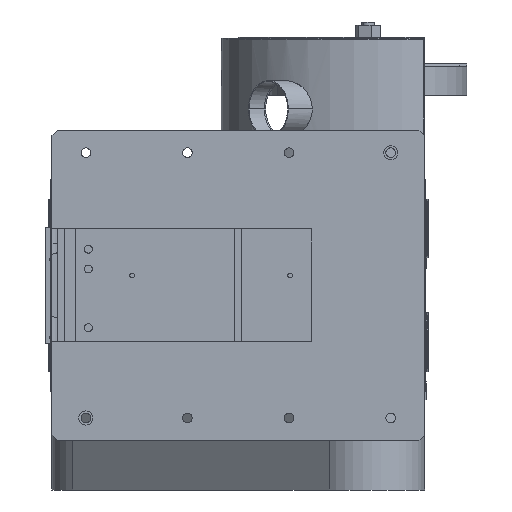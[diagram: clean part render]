
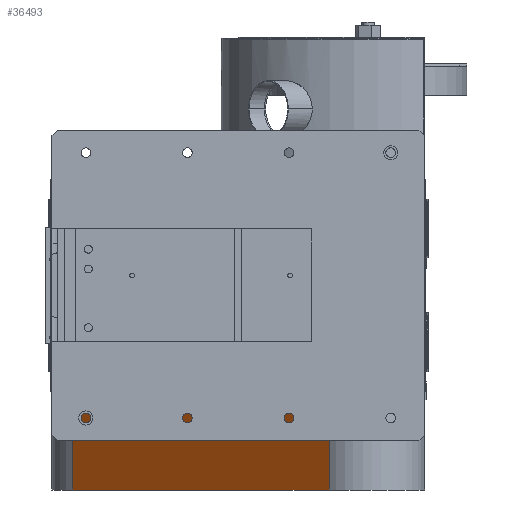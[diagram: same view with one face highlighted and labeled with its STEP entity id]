
A CAD part, front view. The second image highlights one B-rep face of the part: STEP entity #36493.
In plain terms, the highlighted planar face has unit normal (-0.692, -0.722, 0).
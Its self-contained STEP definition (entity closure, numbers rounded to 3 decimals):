
#713 = EDGE_CURVE ( 'NONE', #16836, #14308, #35958, .T. ) ;
#1281 = ORIENTED_EDGE ( 'NONE', *, *, #14743, .T. ) ;
#2705 = CARTESIAN_POINT ( 'NONE',  ( 160.757, -283.149, -187.5 ) ) ;
#4021 = DIRECTION ( 'NONE',  ( 0.721, -0.692, 0. ) ) ;
#4111 = CARTESIAN_POINT ( 'NONE',  ( 160.757, -283.149, -187.5 ) ) ;
#4291 = EDGE_CURVE ( 'NONE', #14308, #28865, #26622, .T. ) ;
#6459 = PLANE ( 'NONE',  #13038 ) ;
#6640 = VECTOR ( 'NONE', #9496, 1000. ) ;
#9496 = DIRECTION ( 'NONE',  ( 0., 0., -1. ) ) ;
#9704 = VECTOR ( 'NONE', #4021, 1000. ) ;
#13038 = AXIS2_PLACEMENT_3D ( 'NONE', #4111, #30195, #30769 ) ;
#14167 = DIRECTION ( 'NONE',  ( 0., 0., -1. ) ) ;
#14308 = VERTEX_POINT ( 'NONE', #24459 ) ;
#14743 = EDGE_CURVE ( 'NONE', #17876, #28865, #25374, .T. ) ;
#16836 = VERTEX_POINT ( 'NONE', #27651 ) ;
#17876 = VERTEX_POINT ( 'NONE', #27360 ) ;
#18835 = VECTOR ( 'NONE', #14167, 1000. ) ;
#21523 = CARTESIAN_POINT ( 'NONE',  ( 160.757, -283.149, -187.5 ) ) ;
#24459 = CARTESIAN_POINT ( 'NONE',  ( 160.757, -283.149, -187.5 ) ) ;
#25374 = LINE ( 'NONE', #25761, #36390 ) ;
#25761 = CARTESIAN_POINT ( 'NONE',  ( 160.757, -283.149, -362.5 ) ) ;
#25849 = CARTESIAN_POINT ( 'NONE',  ( -293.091, 152.422, -187.5 ) ) ;
#25974 = CARTESIAN_POINT ( 'NONE',  ( 160.757, -283.149, -362.5 ) ) ;
#26174 = EDGE_LOOP ( 'NONE', ( #33610, #1281, #27952, #30049 ) ) ;
#26226 = EDGE_CURVE ( 'NONE', #16836, #17876, #35000, .T. ) ;
#26622 = LINE ( 'NONE', #2705, #6640 ) ;
#27360 = CARTESIAN_POINT ( 'NONE',  ( -293.091, 152.422, -362.5 ) ) ;
#27651 = CARTESIAN_POINT ( 'NONE',  ( -293.091, 152.422, -187.5 ) ) ;
#27840 = FACE_OUTER_BOUND ( 'NONE', #26174, .T. ) ;
#27952 = ORIENTED_EDGE ( 'NONE', *, *, #4291, .F. ) ;
#28865 = VERTEX_POINT ( 'NONE', #25974 ) ;
#30049 = ORIENTED_EDGE ( 'NONE', *, *, #713, .F. ) ;
#30195 = DIRECTION ( 'NONE',  ( 0.692, 0.721, 0. ) ) ;
#30769 = DIRECTION ( 'NONE',  ( -0.721, 0.692, 0. ) ) ;
#33610 = ORIENTED_EDGE ( 'NONE', *, *, #26226, .T. ) ;
#35000 = LINE ( 'NONE', #25849, #18835 ) ;
#35958 = LINE ( 'NONE', #21523, #9704 ) ;
#36390 = VECTOR ( 'NONE', #37255, 1000. ) ;
#36493 = ADVANCED_FACE ( 'NONE', ( #27840 ), #6459, .F. ) ;
#37255 = DIRECTION ( 'NONE',  ( 0.721, -0.692, 0. ) ) ;
